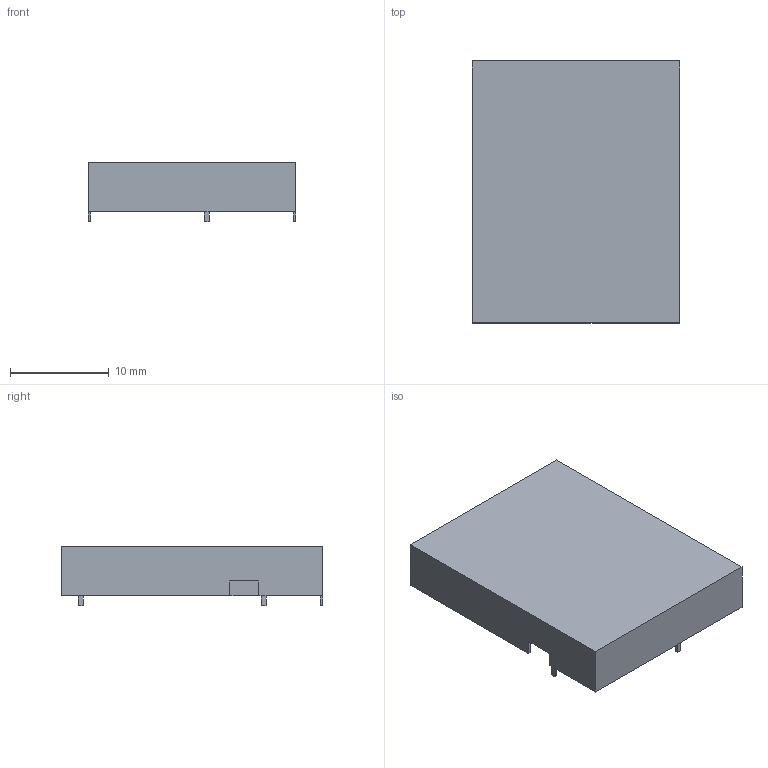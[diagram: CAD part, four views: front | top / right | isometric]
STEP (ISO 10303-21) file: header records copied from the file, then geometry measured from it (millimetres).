
FILE_DESCRIPTION(('FreeCAD Model'),'2;1');
FILE_NAME('Open CASCADE Shape Model','2023-01-12T10:25:51',(''),(''), 'Open CASCADE STEP processor 7.6','FreeCAD','Unknown');
FILE_SCHEMA(('AUTOMOTIVE_DESIGN { 1 0 10303 214 1 1 1 1 }'));
Length unit declared in the file: millimetre
Products named in the file (1): Body
Bounding box: 21 x 26.5 x 6 mm (x, y, z)
Volume: 247.5 mm3; surface area: 2007.2 mm2
Topology: 1 solids, 1 shells, 40 faces, 101 edges, 63 vertices
Faces by surface type: plane 40
Entity records: 2496 total; most frequent: CARTESIAN_POINT 407, DIRECTION 385, LINE 303, VECTOR 303, ORIENTED_EDGE 202, PCURVE 202, DEFINITIONAL_REPRESENTATION 202, EDGE_CURVE 101
